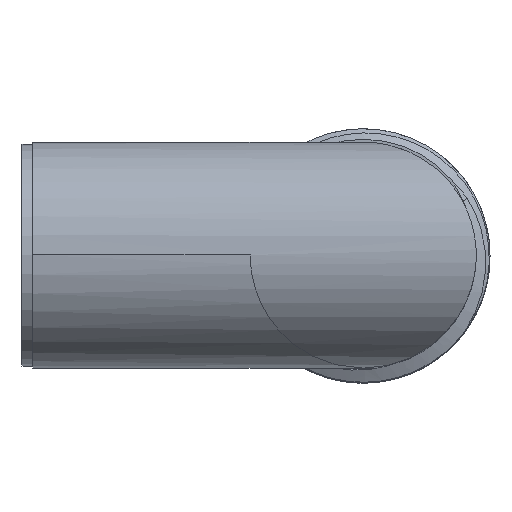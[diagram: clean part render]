
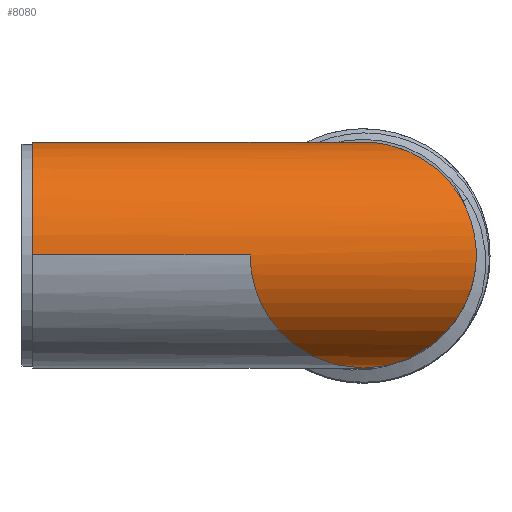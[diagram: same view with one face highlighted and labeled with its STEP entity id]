
A CAD part, top view. The second image highlights one B-rep face of the part: STEP entity #8080.
In plain terms, the highlighted cylindrical face has radius 5.35 mm (diameter 10.7 mm), a partial arc.
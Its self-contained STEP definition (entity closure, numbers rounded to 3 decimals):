
#4447=CARTESIAN_POINT('',(0.,5.35,37.65));
#4448=CARTESIAN_POINT('',(-0.183,5.35,37.466));
#4449=CARTESIAN_POINT('',(-0.552,5.331,
37.098));
#4450=CARTESIAN_POINT('',(-1.111,5.244,36.539));
#4451=CARTESIAN_POINT('',(-1.664,5.095,35.986));
#4452=CARTESIAN_POINT('',(-2.192,4.891,35.458));
#4453=CARTESIAN_POINT('',(-2.704,4.629,34.946));
#4454=CARTESIAN_POINT('',(-3.232,4.283,34.418));
#4455=CARTESIAN_POINT('',(-3.834,3.764,33.816));
#4456=CARTESIAN_POINT('',(-4.391,3.097,33.259));
#4457=CARTESIAN_POINT('',(-4.823,2.366,32.827));
#4458=CARTESIAN_POINT('',(-5.131,1.59,32.519));
#4459=CARTESIAN_POINT('',(-5.314,0.779,
32.337));
#4460=CARTESIAN_POINT('',(-5.35,0.256,32.298));
#4461=CARTESIAN_POINT('',(-5.35,0.,32.3));
#4484=DIRECTION('',(-1.,0.,0.));
#4485=VECTOR('',#4484,10.3);
#4486=CARTESIAN_POINT('',(-5.35,0.,43.));
#4487=LINE('',#4486,#4485);
#4488=CARTESIAN_POINT('',(0.,-5.35,37.65));
#4489=CARTESIAN_POINT('',(0.409,-5.35,38.065));
#4490=CARTESIAN_POINT('',(1.214,-5.257,38.861));
#4491=CARTESIAN_POINT('',(2.334,-4.86,39.985));
#4492=CARTESIAN_POINT('',(3.281,-4.271,40.931));
#4493=CARTESIAN_POINT('',(4.033,-3.562,41.683));
#4494=CARTESIAN_POINT('',(4.596,-2.79,42.246));
#4495=CARTESIAN_POINT('',(4.989,-1.994,42.639));
#4496=CARTESIAN_POINT('',(5.236,-1.195,42.886));
#4497=CARTESIAN_POINT('',(5.355,-0.399,
43.005));
#4498=CARTESIAN_POINT('',(5.355,0.395,43.005));
#4499=CARTESIAN_POINT('',(5.237,1.191,42.887));
#4500=CARTESIAN_POINT('',(4.991,1.99,42.641));
#4501=CARTESIAN_POINT('',(4.598,2.786,42.248));
#4502=CARTESIAN_POINT('',(4.035,3.559,41.686));
#4503=CARTESIAN_POINT('',(3.283,4.27,40.932));
#4504=CARTESIAN_POINT('',(2.334,4.86,39.985));
#4505=CARTESIAN_POINT('',(1.214,5.257,38.861));
#4506=CARTESIAN_POINT('',(0.409,5.35,38.065));
#4507=CARTESIAN_POINT('',(0.,5.35,37.65));
#4513=CARTESIAN_POINT('',(0.,-5.35,37.65));
#4514=CARTESIAN_POINT('',(-0.321,-5.35,37.968));
#4515=CARTESIAN_POINT('',(-0.936,-5.293,
38.587));
#4516=CARTESIAN_POINT('',(-1.79,-5.066,
39.44));
#4517=CARTESIAN_POINT('',(-2.547,-4.728,
40.197));
#4518=CARTESIAN_POINT('',(-3.214,-4.301,
40.864));
#4519=CARTESIAN_POINT('',(-3.779,-3.81,
41.429));
#4520=CARTESIAN_POINT('',(-4.225,-3.303,
41.875));
#4521=CARTESIAN_POINT('',(-4.586,-2.78,
42.236));
#4522=CARTESIAN_POINT('',(-4.904,-2.176,
42.554));
#4523=CARTESIAN_POINT('',(-5.156,-1.495,
42.806));
#4524=CARTESIAN_POINT('',(-5.318,-0.726,
42.969));
#4525=CARTESIAN_POINT('',(-5.351,-0.24,43.));
#4526=CARTESIAN_POINT('',(-5.35,0.,43.));
#4528=DIRECTION('',(-1.,0.,0.));
#4529=VECTOR('',#4528,10.3);
#4530=CARTESIAN_POINT('',(-5.35,0.,32.3));
#4531=LINE('',#4530,#4529);
#4532=CARTESIAN_POINT('',(-15.65,0.,37.65));
#4533=DIRECTION('',(-1.,0.,0.));
#4534=DIRECTION('',(0.,0.,1.));
#4535=AXIS2_PLACEMENT_3D('',#4532,#4533,#4534);
#4881=CARTESIAN_POINT('',(-15.65,0.,43.));
#4882=CARTESIAN_POINT('',(-15.65,0.,32.3));
#4883=VERTEX_POINT('',#4881);
#4884=VERTEX_POINT('',#4882);
#4885=CARTESIAN_POINT('',(-5.35,0.,32.3));
#4886=VERTEX_POINT('',#4885);
#4887=VERTEX_POINT('',#4513);
#4888=VERTEX_POINT('',#4526);
#4889=VERTEX_POINT('',#4507);
#8062=CARTESIAN_POINT('',(5.35,0.,37.65));
#8063=DIRECTION('',(-1.,0.,0.));
#8064=DIRECTION('',(0.,0.,1.));
#8065=AXIS2_PLACEMENT_3D('',#8062,#8063,#8064);
#8066=CYLINDRICAL_SURFACE('',#8065,5.35);
#8067=ORIENTED_EDGE('',*,*,#8050,.F.);
#8069=ORIENTED_EDGE('',*,*,#8068,.F.);
#8071=ORIENTED_EDGE('',*,*,#8070,.T.);
#8073=ORIENTED_EDGE('',*,*,#8072,.T.);
#8075=ORIENTED_EDGE('',*,*,#8074,.T.);
#8077=ORIENTED_EDGE('',*,*,#8076,.F.);
#8078=EDGE_LOOP('',(#8067,#8069,#8071,#8073,#8075,#8077));
#8079=FACE_OUTER_BOUND('',#8078,.F.);
#4462=B_SPLINE_CURVE_WITH_KNOTS('',3,(#4447,#4448,#4449,#4450,#4451,#4452,#4453,
#4454,#4455,#4456,#4457,#4458,#4459,#4460,#4461),.UNSPECIFIED.,.F.,.F.,(4,1,1,1,
1,1,1,1,1,1,1,1,4),(0.,0.083,0.167,0.25,
0.333,0.417,0.5,0.583,0.667,
0.75,0.833,0.917,1.),.UNSPECIFIED.);
#4508=B_SPLINE_CURVE_WITH_KNOTS('',3,(#4488,#4489,#4490,#4491,#4492,#4493,#4494,
#4495,#4496,#4497,#4498,#4499,#4500,#4501,#4502,#4503,#4504,#4505,#4506,#4507),
.UNSPECIFIED.,.F.,.F.,(4,1,1,1,1,1,1,1,1,1,1,1,1,1,1,1,1,4),(0.,
0.059,0.118,0.176,0.235,
0.294,0.353,0.412,0.471,
0.529,0.588,0.647,0.706,
0.765,0.824,0.882,0.941,1.),
.UNSPECIFIED.);
#4527=B_SPLINE_CURVE_WITH_KNOTS('',3,(#4513,#4514,#4515,#4516,#4517,#4518,#4519,
#4520,#4521,#4522,#4523,#4524,#4525,#4526),.UNSPECIFIED.,.F.,.F.,(4,1,1,1,1,1,1,
1,1,1,1,4),(0.,0.091,0.182,0.273,
0.364,0.455,0.545,0.636,
0.727,0.818,0.909,1.),.UNSPECIFIED.);
#4536=CIRCLE('',#4535,5.35);
#8050=EDGE_CURVE('',#4889,#4886,#4462,.T.);
#8068=EDGE_CURVE('',#4887,#4889,#4508,.T.);
#8070=EDGE_CURVE('',#4887,#4888,#4527,.T.);
#8072=EDGE_CURVE('',#4888,#4883,#4487,.T.);
#8074=EDGE_CURVE('',#4883,#4884,#4536,.T.);
#8076=EDGE_CURVE('',#4886,#4884,#4531,.T.);
#8080=ADVANCED_FACE('',(#8079),#8066,.T.);
